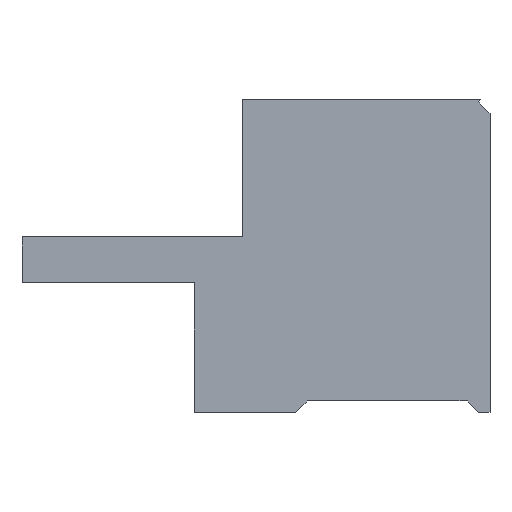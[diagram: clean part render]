
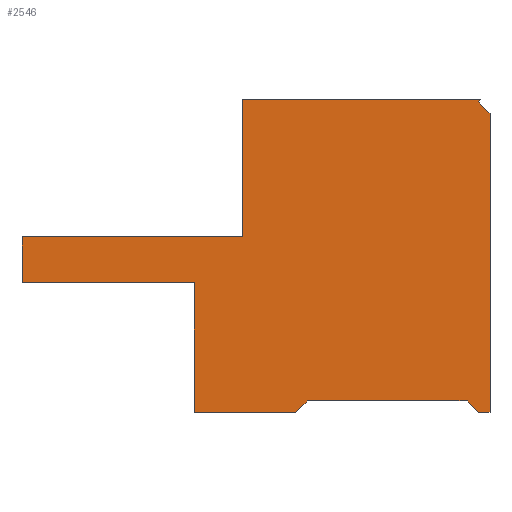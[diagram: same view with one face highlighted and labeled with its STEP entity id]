
A CAD part, front view. The second image highlights one B-rep face of the part: STEP entity #2546.
In plain terms, the highlighted planar face has unit normal (0, -1, 0).
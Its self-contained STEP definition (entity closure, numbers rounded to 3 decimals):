
#56=FACE_OUTER_BOUND('',#179,.T.);
#179=EDGE_LOOP('',(#1668,#1669,#1670,#1671,#1672,#1673,#1674,#1675,#1676,
#1677,#1678,#1679,#1680,#1681));
#305=LINE('',#3490,#666);
#309=LINE('',#3498,#670);
#310=LINE('',#3500,#671);
#311=LINE('',#3502,#672);
#312=LINE('',#3504,#673);
#313=LINE('',#3506,#674);
#314=LINE('',#3508,#675);
#315=LINE('',#3510,#676);
#316=LINE('',#3512,#677);
#317=LINE('',#3514,#678);
#318=LINE('',#3516,#679);
#319=LINE('',#3518,#680);
#320=LINE('',#3520,#681);
#321=LINE('',#3521,#682);
#666=VECTOR('',#2833,10.);
#670=VECTOR('',#2839,10.);
#671=VECTOR('',#2840,10.);
#672=VECTOR('',#2841,10.);
#673=VECTOR('',#2842,10.);
#674=VECTOR('',#2843,10.);
#675=VECTOR('',#2844,10.);
#676=VECTOR('',#2845,10.);
#677=VECTOR('',#2846,10.);
#678=VECTOR('',#2847,10.);
#679=VECTOR('',#2848,10.);
#680=VECTOR('',#2849,10.);
#681=VECTOR('',#2850,10.);
#682=VECTOR('',#2851,10.);
#1027=VERTEX_POINT('',#3488);
#1028=VERTEX_POINT('',#3489);
#1031=VERTEX_POINT('',#3497);
#1032=VERTEX_POINT('',#3499);
#1033=VERTEX_POINT('',#3501);
#1034=VERTEX_POINT('',#3503);
#1035=VERTEX_POINT('',#3505);
#1036=VERTEX_POINT('',#3507);
#1037=VERTEX_POINT('',#3509);
#1038=VERTEX_POINT('',#3511);
#1039=VERTEX_POINT('',#3513);
#1040=VERTEX_POINT('',#3515);
#1041=VERTEX_POINT('',#3517);
#1042=VERTEX_POINT('',#3519);
#1279=EDGE_CURVE('',#1027,#1028,#305,.T.);
#1283=EDGE_CURVE('',#1027,#1031,#309,.T.);
#1284=EDGE_CURVE('',#1032,#1031,#310,.T.);
#1285=EDGE_CURVE('',#1033,#1032,#311,.T.);
#1286=EDGE_CURVE('',#1034,#1033,#312,.T.);
#1287=EDGE_CURVE('',#1034,#1035,#313,.T.);
#1288=EDGE_CURVE('',#1035,#1036,#314,.T.);
#1289=EDGE_CURVE('',#1037,#1036,#315,.T.);
#1290=EDGE_CURVE('',#1037,#1038,#316,.T.);
#1291=EDGE_CURVE('',#1038,#1039,#317,.T.);
#1292=EDGE_CURVE('',#1039,#1040,#318,.T.);
#1293=EDGE_CURVE('',#1041,#1040,#319,.T.);
#1294=EDGE_CURVE('',#1041,#1042,#320,.T.);
#1295=EDGE_CURVE('',#1028,#1042,#321,.T.);
#1668=ORIENTED_EDGE('',*,*,#1279,.F.);
#1669=ORIENTED_EDGE('',*,*,#1283,.T.);
#1670=ORIENTED_EDGE('',*,*,#1284,.F.);
#1671=ORIENTED_EDGE('',*,*,#1285,.F.);
#1672=ORIENTED_EDGE('',*,*,#1286,.F.);
#1673=ORIENTED_EDGE('',*,*,#1287,.T.);
#1674=ORIENTED_EDGE('',*,*,#1288,.T.);
#1675=ORIENTED_EDGE('',*,*,#1289,.F.);
#1676=ORIENTED_EDGE('',*,*,#1290,.T.);
#1677=ORIENTED_EDGE('',*,*,#1291,.T.);
#1678=ORIENTED_EDGE('',*,*,#1292,.T.);
#1679=ORIENTED_EDGE('',*,*,#1293,.F.);
#1680=ORIENTED_EDGE('',*,*,#1294,.T.);
#1681=ORIENTED_EDGE('',*,*,#1295,.F.);
#2435=PLANE('',#2683);
#2546=ADVANCED_FACE('',(#56),#2435,.T.);
#2683=AXIS2_PLACEMENT_3D('',#3496,#2837,#2838);
#2833=DIRECTION('',(-0.707,0.,-0.707));
#2837=DIRECTION('center_axis',(0.,-1.,0.));
#2838=DIRECTION('ref_axis',(0.,0.,-1.));
#2839=DIRECTION('',(1.,0.,0.));
#2840=DIRECTION('',(-0.707,0.,0.707));
#2841=DIRECTION('',(-1.,0.,0.));
#2842=DIRECTION('',(0.,0.,-1.));
#2843=DIRECTION('',(-0.692,0.,0.722));
#2844=DIRECTION('',(0.722,0.,0.692));
#2845=DIRECTION('',(1.,0.,0.));
#2846=DIRECTION('',(0.,0.,-1.));
#2847=DIRECTION('',(-1.,0.,0.));
#2848=DIRECTION('',(0.,0.,-1.));
#2849=DIRECTION('',(-1.,0.,0.));
#2850=DIRECTION('',(0.,0.,-1.));
#2851=DIRECTION('',(-1.,0.,0.));
#3488=CARTESIAN_POINT('',(252.419,-109.9,2.681));
#3489=CARTESIAN_POINT('',(251.919,-109.9,2.181));
#3490=CARTESIAN_POINT('',(254.304,-109.9,4.565));
#3496=CARTESIAN_POINT('Origin',(253.943,-109.9,9.195));
#3497=CARTESIAN_POINT('',(259.386,-109.9,2.681));
#3498=CARTESIAN_POINT('',(253.943,-109.9,2.681));
#3499=CARTESIAN_POINT('',(259.886,-109.9,2.181));
#3500=CARTESIAN_POINT('',(256.522,-109.9,5.545));
#3501=CARTESIAN_POINT('',(260.386,-109.9,2.181));
#3502=CARTESIAN_POINT('',(253.081,-109.9,2.181));
#3503=CARTESIAN_POINT('',(260.386,-109.9,15.189));
#3504=CARTESIAN_POINT('',(260.386,-109.9,5.988));
#3505=CARTESIAN_POINT('',(259.887,-109.9,15.71));
#3506=CARTESIAN_POINT('',(260.217,-109.9,15.366));
#3507=CARTESIAN_POINT('',(259.991,-109.9,15.81));
#3508=CARTESIAN_POINT('',(256.71,-109.9,12.667));
#3509=CARTESIAN_POINT('',(249.586,-109.9,15.81));
#3510=CARTESIAN_POINT('',(257.386,-109.9,15.81));
#3511=CARTESIAN_POINT('',(249.586,-109.9,9.83));
#3512=CARTESIAN_POINT('',(249.586,-109.9,9.513));
#3513=CARTESIAN_POINT('',(240.,-109.9,9.83));
#3514=CARTESIAN_POINT('',(247.5,-109.9,9.83));
#3515=CARTESIAN_POINT('',(240.,-109.9,7.83));
#3516=CARTESIAN_POINT('',(240.,-109.9,9.83));
#3517=CARTESIAN_POINT('',(247.5,-109.9,7.83));
#3518=CARTESIAN_POINT('',(247.5,-109.9,7.83));
#3519=CARTESIAN_POINT('',(247.5,-109.9,2.181));
#3520=CARTESIAN_POINT('',(247.5,-109.9,2.781));
#3521=CARTESIAN_POINT('',(253.081,-109.9,2.181));
